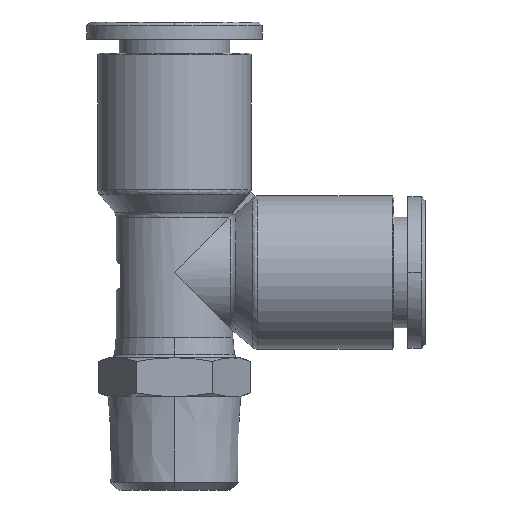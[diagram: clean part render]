
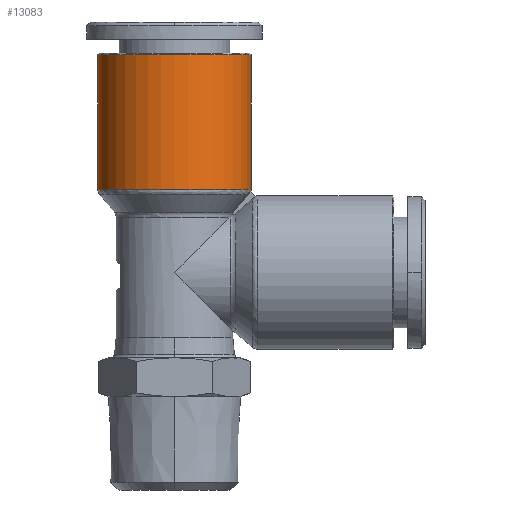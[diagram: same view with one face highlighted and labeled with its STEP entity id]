
A CAD part, front view. The second image highlights one B-rep face of the part: STEP entity #13083.
In plain terms, the highlighted cylindrical face has radius 9.85 mm (diameter 19.7 mm), a partial arc.
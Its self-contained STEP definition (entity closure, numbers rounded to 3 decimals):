
#843 = DIRECTION ( 'NONE',  ( 0., 0., -1. ) ) ;
#1359 = DIRECTION ( 'NONE',  ( 1., 0., 0. ) ) ;
#1522 = DIRECTION ( 'NONE',  ( 0., 0., 1. ) ) ;
#1771 = VERTEX_POINT ( 'NONE', #16030 ) ;
#2564 = EDGE_CURVE ( 'NONE', #1771, #8791, #8769, .T. ) ;
#2767 = DIRECTION ( 'NONE',  ( 0., 0., 1. ) ) ;
#3394 = ORIENTED_EDGE ( 'NONE', *, *, #2564, .F. ) ;
#4734 = EDGE_CURVE ( 'NONE', #7461, #8791, #17419, .T. ) ;
#5234 = CARTESIAN_POINT ( 'NONE',  ( -3.078, 0., 28. ) ) ;
#5604 = CARTESIAN_POINT ( 'NONE',  ( -22.778, 0., 28. ) ) ;
#5989 = ORIENTED_EDGE ( 'NONE', *, *, #6505, .T. ) ;
#6505 = EDGE_CURVE ( 'NONE', #1771, #26357, #8329, .T. ) ;
#6754 = EDGE_CURVE ( 'NONE', #26357, #7461, #25288, .T. ) ;
#6911 = CYLINDRICAL_SURFACE ( 'NONE', #8955, 9.85 ) ;
#6983 = DIRECTION ( 'NONE',  ( 1., 0., 0. ) ) ;
#7461 = VERTEX_POINT ( 'NONE', #5234 ) ;
#8329 = CIRCLE ( 'NONE', #12121, 9.85 ) ;
#8640 = VECTOR ( 'NONE', #12868, 1000. ) ;
#8769 = LINE ( 'NONE', #10802, #15257 ) ;
#8791 = VERTEX_POINT ( 'NONE', #5604 ) ;
#8955 = AXIS2_PLACEMENT_3D ( 'NONE', #23461, #9131, #21712 ) ;
#9131 = DIRECTION ( 'NONE',  ( 0., 0., 1. ) ) ;
#10802 = CARTESIAN_POINT ( 'NONE',  ( -22.778, 0., 18.3 ) ) ;
#11138 = CARTESIAN_POINT ( 'NONE',  ( -3.078, 0., 18.3 ) ) ;
#12121 = AXIS2_PLACEMENT_3D ( 'NONE', #13835, #1522, #1359 ) ;
#12868 = DIRECTION ( 'NONE',  ( 0., 0., 1. ) ) ;
#13083 = ADVANCED_FACE ( 'NONE', ( #22567 ), #6911, .T. ) ;
#13359 = EDGE_LOOP ( 'NONE', ( #3394, #5989, #22415, #25209 ) ) ;
#13835 = CARTESIAN_POINT ( 'NONE',  ( -12.928, 0., 10.664 ) ) ;
#15257 = VECTOR ( 'NONE', #2767, 1000. ) ;
#16030 = CARTESIAN_POINT ( 'NONE',  ( -22.778, 0., 10.664 ) ) ;
#17016 = CARTESIAN_POINT ( 'NONE',  ( -3.078, 0., 10.664 ) ) ;
#17419 = CIRCLE ( 'NONE', #19042, 9.85 ) ;
#19042 = AXIS2_PLACEMENT_3D ( 'NONE', #23858, #843, #6983 ) ;
#21712 = DIRECTION ( 'NONE',  ( 1., 0., 0. ) ) ;
#22415 = ORIENTED_EDGE ( 'NONE', *, *, #6754, .T. ) ;
#22567 = FACE_OUTER_BOUND ( 'NONE', #13359, .T. ) ;
#23461 = CARTESIAN_POINT ( 'NONE',  ( -12.928, 0., 18.3 ) ) ;
#23858 = CARTESIAN_POINT ( 'NONE',  ( -12.928, 0., 28. ) ) ;
#25209 = ORIENTED_EDGE ( 'NONE', *, *, #4734, .T. ) ;
#25288 = LINE ( 'NONE', #11138, #8640 ) ;
#26357 = VERTEX_POINT ( 'NONE', #17016 ) ;
